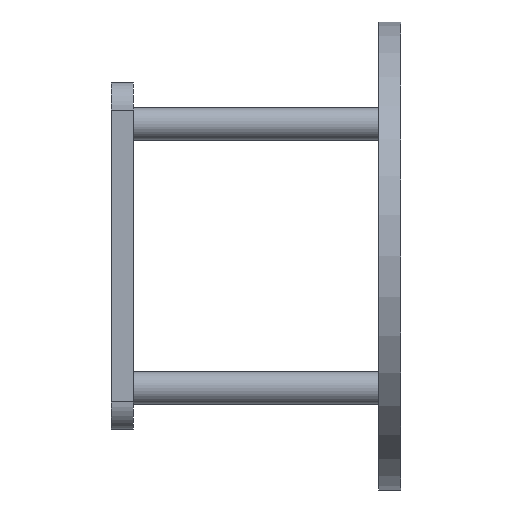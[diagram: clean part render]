
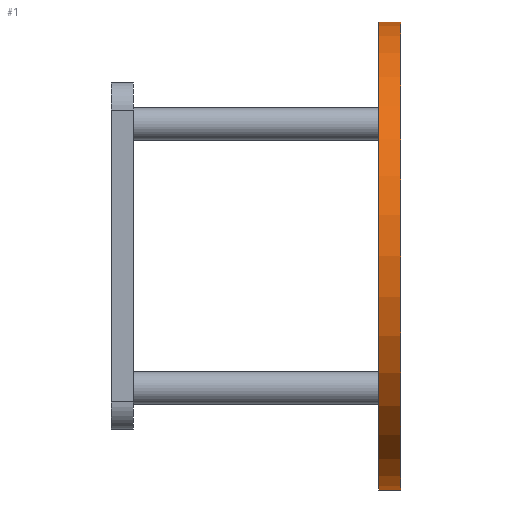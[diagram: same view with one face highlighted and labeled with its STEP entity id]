
A CAD part, left-side view. The second image highlights one B-rep face of the part: STEP entity #1.
In plain terms, the highlighted cylindrical face has radius 85 mm (diameter 170 mm), a partial arc.
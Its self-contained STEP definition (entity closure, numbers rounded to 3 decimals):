
#1 = ADVANCED_FACE ( 'NONE', ( #1117 ), #1525, .T. ) ;
#172 = VERTEX_POINT ( 'NONE', #294 ) ;
#240 = DIRECTION ( 'NONE',  ( 0., 0., 1. ) ) ;
#244 = VERTEX_POINT ( 'NONE', #1063 ) ;
#246 = CIRCLE ( 'NONE', #2433, 85. ) ;
#256 = LINE ( 'NONE', #1174, #2197 ) ;
#257 = EDGE_CURVE ( 'NONE', #1576, #244, #607, .T. ) ;
#294 = CARTESIAN_POINT ( 'NONE',  ( 0., 0., -85. ) ) ;
#328 = ORIENTED_EDGE ( 'NONE', *, *, #651, .T. ) ;
#330 = CARTESIAN_POINT ( 'NONE',  ( 0., 8., 85. ) ) ;
#336 = EDGE_CURVE ( 'NONE', #1309, #1576, #246, .T. ) ;
#371 = CARTESIAN_POINT ( 'NONE',  ( 0., 8., 85. ) ) ;
#396 = AXIS2_PLACEMENT_3D ( 'NONE', #699, #933, #842 ) ;
#582 = ORIENTED_EDGE ( 'NONE', *, *, #257, .F. ) ;
#607 = LINE ( 'NONE', #371, #1516 ) ;
#622 = CARTESIAN_POINT ( 'NONE',  ( 0., 8., 0. ) ) ;
#651 = EDGE_CURVE ( 'NONE', #172, #244, #2754, .T. ) ;
#699 = CARTESIAN_POINT ( 'NONE',  ( 0., 8., 0. ) ) ;
#775 = EDGE_CURVE ( 'NONE', #1309, #172, #256, .T. ) ;
#834 = DIRECTION ( 'NONE',  ( 0., 0., 1. ) ) ;
#842 = DIRECTION ( 'NONE',  ( 0., 0., -1. ) ) ;
#933 = DIRECTION ( 'NONE',  ( 0., -1., 0. ) ) ;
#960 = AXIS2_PLACEMENT_3D ( 'NONE', #1538, #1331, #240 ) ;
#1063 = CARTESIAN_POINT ( 'NONE',  ( 0., 0., 85. ) ) ;
#1117 = FACE_OUTER_BOUND ( 'NONE', #2626, .T. ) ;
#1165 = DIRECTION ( 'NONE',  ( 0., -1., 0. ) ) ;
#1174 = CARTESIAN_POINT ( 'NONE',  ( 0., 8., -85. ) ) ;
#1309 = VERTEX_POINT ( 'NONE', #2430 ) ;
#1331 = DIRECTION ( 'NONE',  ( 0., 1., 0. ) ) ;
#1501 = DIRECTION ( 'NONE',  ( 0., -1., 0. ) ) ;
#1516 = VECTOR ( 'NONE', #1501, 1000. ) ;
#1525 = CYLINDRICAL_SURFACE ( 'NONE', #396, 85. ) ;
#1538 = CARTESIAN_POINT ( 'NONE',  ( 0., 0., 0. ) ) ;
#1576 = VERTEX_POINT ( 'NONE', #330 ) ;
#1998 = ORIENTED_EDGE ( 'NONE', *, *, #775, .T. ) ;
#2197 = VECTOR ( 'NONE', #1165, 1000. ) ;
#2272 = ORIENTED_EDGE ( 'NONE', *, *, #336, .F. ) ;
#2341 = DIRECTION ( 'NONE',  ( 0., 1., 0. ) ) ;
#2430 = CARTESIAN_POINT ( 'NONE',  ( 0., 8., -85. ) ) ;
#2433 = AXIS2_PLACEMENT_3D ( 'NONE', #622, #2341, #834 ) ;
#2626 = EDGE_LOOP ( 'NONE', ( #582, #2272, #1998, #328 ) ) ;
#2754 = CIRCLE ( 'NONE', #960, 85. ) ;
